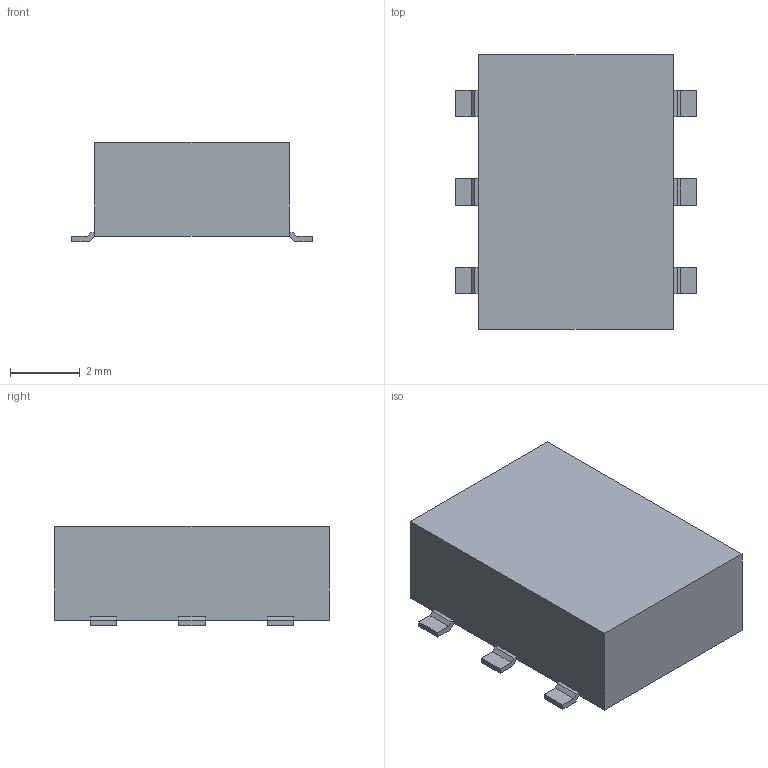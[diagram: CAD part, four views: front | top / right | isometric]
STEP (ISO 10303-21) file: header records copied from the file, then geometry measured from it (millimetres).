
FILE_DESCRIPTION(('FreeCAD Model'),'2;1');
FILE_NAME('CD542_K__cp.step', '2019-01-29T10:37:58',('kicad StepUp'),('ksu MCAD'), 'Open CASCADE STEP processor 7.2','FreeCAD','Unknown');
FILE_SCHEMA(('AUTOMOTIVE_DESIGN { 1 0 10303 214 1 1 1 1 }'));
Length unit declared in the file: millimetre
Products named in the file (1): CD542_K__cp
Bounding box: 6.91 x 7.87 x 2.84 mm (x, y, z)
Volume: 119 mm3; surface area: 169.5 mm2
Topology: 7 solids, 7 shells, 60 faces, 414 edges, 644 vertices
Faces by surface type: plane 60
Entity records: 4290 total; most frequent: CARTESIAN_POINT 1119, DIRECTION 536, LINE 414, VECTOR 414, ORIENTED_EDGE 276, GEOMETRIC_CURVE_SET 276, TRIMMED_CURVE 276, EDGE_CURVE 138
